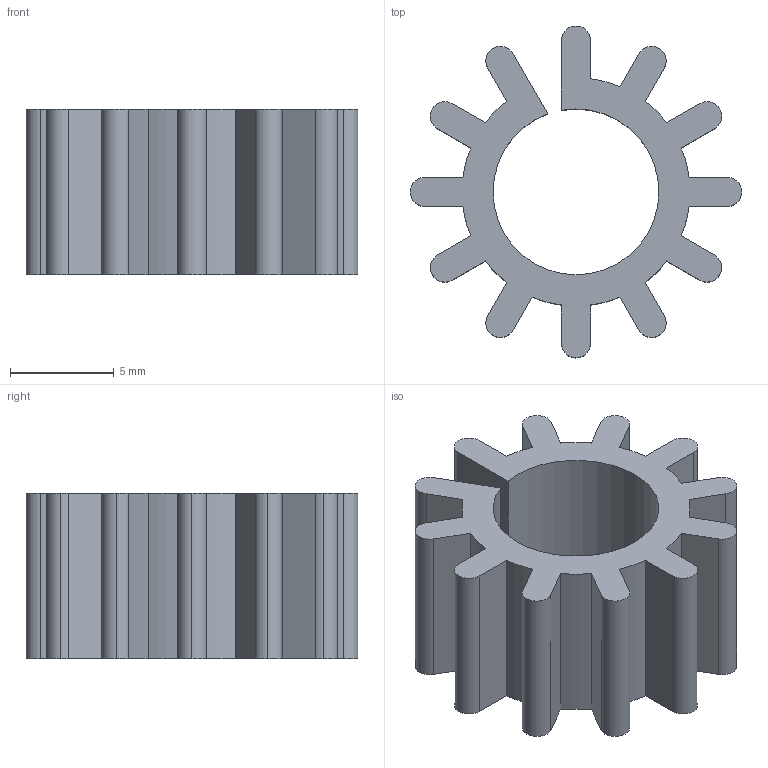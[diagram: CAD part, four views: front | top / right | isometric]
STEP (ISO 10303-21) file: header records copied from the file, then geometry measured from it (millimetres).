
FILE_DESCRIPTION (( 'STEP AP214' ), '1' );
FILE_NAME ('CF5F8A38-5EBC-4E7C-A689-30728DF36CE9.STEP', '2023-09-03T03:53:54', ( '' ), ( '' ), 'SwSTEP 2.0', 'SolidWorks 2022', '' );
FILE_SCHEMA (( 'AUTOMOTIVE_DESIGN' ));
Length unit declared in the file: millimetre
Products named in the file (1): CF5F8A38-5EBC-4E7C-A689-30728DF36CE9
Bounding box: 16 x 16 x 8 mm (x, y, z)
Volume: 663 mm3; surface area: 1080.8 mm2
Topology: 1 solids, 1 shells, 57 faces, 165 edges, 110 vertices
Faces by surface type: cylinder 31, plane 26
Entity records: 2562 total; most frequent: DIRECTION 343, CARTESIAN_POINT 333, ORIENTED_EDGE 330, EDGE_CURVE 165, AXIS2_PLACEMENT_3D 120, VERTEX_POINT 110, LINE 103, VECTOR 103
